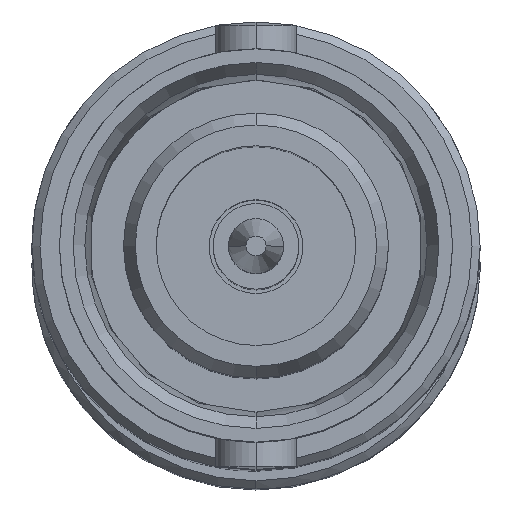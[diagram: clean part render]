
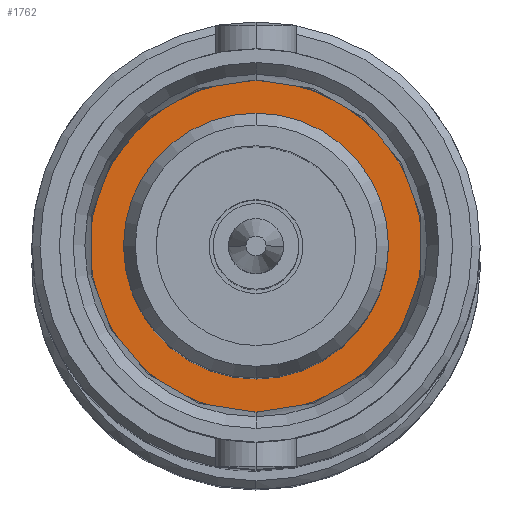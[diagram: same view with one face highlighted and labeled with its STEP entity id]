
A CAD part, top view. The second image highlights one B-rep face of the part: STEP entity #1762.
In plain terms, the highlighted face is planar.
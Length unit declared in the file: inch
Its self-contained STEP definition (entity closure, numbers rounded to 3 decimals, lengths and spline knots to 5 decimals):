
#243 = CARTESIAN_POINT ( 'NONE',  ( 0.62992, -0.16043, 0. ) ) ;
#277 = CARTESIAN_POINT ( 'NONE',  ( 0.62992, 0.12795, 0. ) ) ;
#375 = EDGE_LOOP ( 'NONE', ( #3247, #2872 ) ) ;
#434 = AXIS2_PLACEMENT_3D ( 'NONE', #3717, #2678, #2628 ) ;
#447 = EDGE_CURVE ( 'NONE', #1115, #2874, #2190, .T. ) ;
#616 = DIRECTION ( 'NONE',  ( 0., 1., 0. ) ) ;
#651 = DIRECTION ( 'NONE',  ( -1., 0., 0. ) ) ;
#750 = CARTESIAN_POINT ( 'NONE',  ( 0.62992, 0.16043, 0. ) ) ;
#896 = DIRECTION ( 'NONE',  ( -1., 0., 0. ) ) ;
#912 = CIRCLE ( 'NONE', #2217, 0.16043 ) ;
#999 = PLANE ( 'NONE',  #4245 ) ;
#1109 = AXIS2_PLACEMENT_3D ( 'NONE', #1234, #896, #2309 ) ;
#1115 = VERTEX_POINT ( 'NONE', #750 ) ;
#1234 = CARTESIAN_POINT ( 'NONE',  ( 0.62992, 0., 0. ) ) ;
#1480 = DIRECTION ( 'NONE',  ( -1., 0., 0. ) ) ;
#1698 = CARTESIAN_POINT ( 'NONE',  ( 0.62992, 0., 0. ) ) ;
#1762 = ADVANCED_FACE ( 'NONE', ( #2492, #3582 ), #999, .T. ) ;
#1966 = ORIENTED_EDGE ( 'NONE', *, *, #4549, .F. ) ;
#2082 = VERTEX_POINT ( 'NONE', #277 ) ;
#2136 = ORIENTED_EDGE ( 'NONE', *, *, #4346, .F. ) ;
#2190 = CIRCLE ( 'NONE', #1109, 0.16043 ) ;
#2217 = AXIS2_PLACEMENT_3D ( 'NONE', #1698, #4217, #616 ) ;
#2309 = DIRECTION ( 'NONE',  ( 0., 1., 0. ) ) ;
#2492 = FACE_BOUND ( 'NONE', #4662, .T. ) ;
#2628 = DIRECTION ( 'NONE',  ( 0., 1., 0. ) ) ;
#2630 = CARTESIAN_POINT ( 'NONE',  ( 0.62992, 0., 0. ) ) ;
#2678 = DIRECTION ( 'NONE',  ( -1., 0., 0. ) ) ;
#2681 = AXIS2_PLACEMENT_3D ( 'NONE', #2630, #1480, #3048 ) ;
#2872 = ORIENTED_EDGE ( 'NONE', *, *, #3970, .F. ) ;
#2874 = VERTEX_POINT ( 'NONE', #243 ) ;
#3048 = DIRECTION ( 'NONE',  ( 0., -1., 0. ) ) ;
#3247 = ORIENTED_EDGE ( 'NONE', *, *, #447, .T. ) ;
#3582 = FACE_OUTER_BOUND ( 'NONE', #375, .T. ) ;
#3710 = DIRECTION ( 'NONE',  ( 0., 0., 1. ) ) ;
#3717 = CARTESIAN_POINT ( 'NONE',  ( 0.62992, 0., 0. ) ) ;
#3854 = CARTESIAN_POINT ( 'NONE',  ( 0.62992, -0.12795, 0. ) ) ;
#3970 = EDGE_CURVE ( 'NONE', #1115, #2874, #912, .T. ) ;
#4151 = CIRCLE ( 'NONE', #2681, 0.12795 ) ;
#4217 = DIRECTION ( 'NONE',  ( 1., 0., 0. ) ) ;
#4245 = AXIS2_PLACEMENT_3D ( 'NONE', #4673, #651, #3710 ) ;
#4328 = CIRCLE ( 'NONE', #434, 0.12795 ) ;
#4346 = EDGE_CURVE ( 'NONE', #2082, #4469, #4328, .T. ) ;
#4469 = VERTEX_POINT ( 'NONE', #3854 ) ;
#4549 = EDGE_CURVE ( 'NONE', #4469, #2082, #4151, .T. ) ;
#4662 = EDGE_LOOP ( 'NONE', ( #1966, #2136 ) ) ;
#4673 = CARTESIAN_POINT ( 'NONE',  ( 0.62992, 0., 0. ) ) ;
